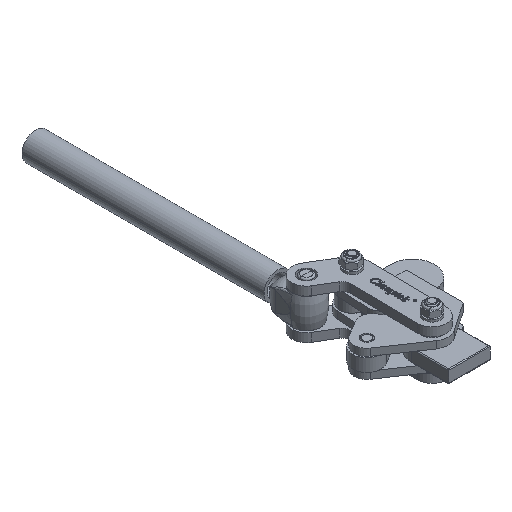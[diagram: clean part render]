
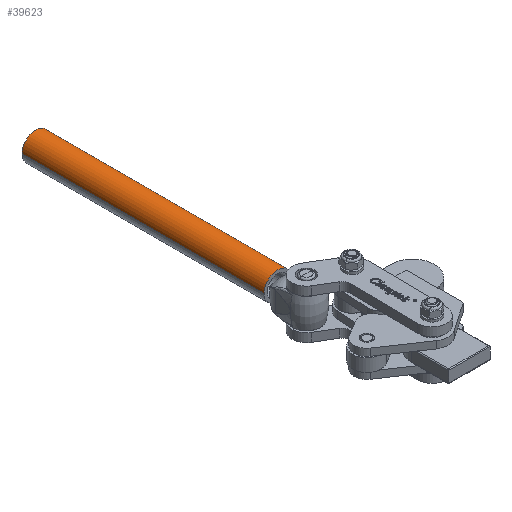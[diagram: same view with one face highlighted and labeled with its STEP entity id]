
A CAD part, isometric view. The second image highlights one B-rep face of the part: STEP entity #39623.
In plain terms, the highlighted cylindrical face has radius 8.65 mm (diameter 17.3 mm), a partial arc.
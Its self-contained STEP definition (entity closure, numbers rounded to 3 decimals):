
#3705 = DIRECTION ( 'NONE',  ( 0., 0., 1. ) ) ;
#3894 = VERTEX_POINT ( 'NONE', #13920 ) ;
#6885 = VECTOR ( 'NONE', #35965, 1000. ) ;
#7056 = CARTESIAN_POINT ( 'NONE',  ( 30.275, -18., 8.65 ) ) ;
#7913 = VERTEX_POINT ( 'NONE', #45394 ) ;
#8316 = ORIENTED_EDGE ( 'NONE', *, *, #9988, .F. ) ;
#8819 = EDGE_CURVE ( 'NONE', #7913, #67003, #11965, .T. ) ;
#9988 = EDGE_CURVE ( 'NONE', #67003, #12447, #19998, .T. ) ;
#10267 = CARTESIAN_POINT ( 'NONE',  ( 30.275, -18., 0. ) ) ;
#11965 = CIRCLE ( 'NONE', #71431, 8.65 ) ;
#12447 = VERTEX_POINT ( 'NONE', #28015 ) ;
#13920 = CARTESIAN_POINT ( 'NONE',  ( 30.275, -170.4, -8.65 ) ) ;
#16177 = DIRECTION ( 'NONE',  ( 0., 0., 1. ) ) ;
#16785 = ORIENTED_EDGE ( 'NONE', *, *, #65216, .T. ) ;
#17027 = EDGE_LOOP ( 'NONE', ( #8316, #40980, #16785, #65575 ) ) ;
#19998 = LINE ( 'NONE', #37506, #49522 ) ;
#22445 = LINE ( 'NONE', #52978, #6885 ) ;
#26307 = CARTESIAN_POINT ( 'NONE',  ( 30.275, -18., 0. ) ) ;
#26553 = DIRECTION ( 'NONE',  ( 0., -1., 0. ) ) ;
#28015 = CARTESIAN_POINT ( 'NONE',  ( 30.275, -170.4, 8.65 ) ) ;
#29324 = CIRCLE ( 'NONE', #33411, 8.65 ) ;
#31721 = AXIS2_PLACEMENT_3D ( 'NONE', #26307, #26553, #50046 ) ;
#33411 = AXIS2_PLACEMENT_3D ( 'NONE', #74145, #38885, #3705 ) ;
#35965 = DIRECTION ( 'NONE',  ( 0., -1., 0. ) ) ;
#37506 = CARTESIAN_POINT ( 'NONE',  ( 30.275, -18., 8.65 ) ) ;
#38885 = DIRECTION ( 'NONE',  ( 0., 1., 0. ) ) ;
#39623 = ADVANCED_FACE ( 'NONE', ( #48215 ), #46326, .T. ) ;
#40980 = ORIENTED_EDGE ( 'NONE', *, *, #8819, .F. ) ;
#43426 = DIRECTION ( 'NONE',  ( 0., -1., 0. ) ) ;
#44105 = EDGE_CURVE ( 'NONE', #3894, #12447, #29324, .T. ) ;
#45394 = CARTESIAN_POINT ( 'NONE',  ( 30.275, -18., -8.65 ) ) ;
#46326 = CYLINDRICAL_SURFACE ( 'NONE', #31721, 8.65 ) ;
#48215 = FACE_OUTER_BOUND ( 'NONE', #17027, .T. ) ;
#49522 = VECTOR ( 'NONE', #43426, 1000. ) ;
#50046 = DIRECTION ( 'NONE',  ( 0., 0., -1. ) ) ;
#51430 = DIRECTION ( 'NONE',  ( 0., 1., 0. ) ) ;
#52978 = CARTESIAN_POINT ( 'NONE',  ( 30.275, -18., -8.65 ) ) ;
#65216 = EDGE_CURVE ( 'NONE', #7913, #3894, #22445, .T. ) ;
#65575 = ORIENTED_EDGE ( 'NONE', *, *, #44105, .T. ) ;
#67003 = VERTEX_POINT ( 'NONE', #7056 ) ;
#71431 = AXIS2_PLACEMENT_3D ( 'NONE', #10267, #51430, #16177 ) ;
#74145 = CARTESIAN_POINT ( 'NONE',  ( 30.275, -170.4, 0. ) ) ;
